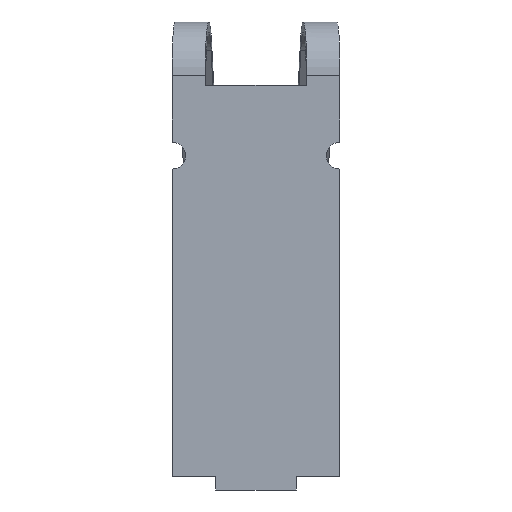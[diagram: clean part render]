
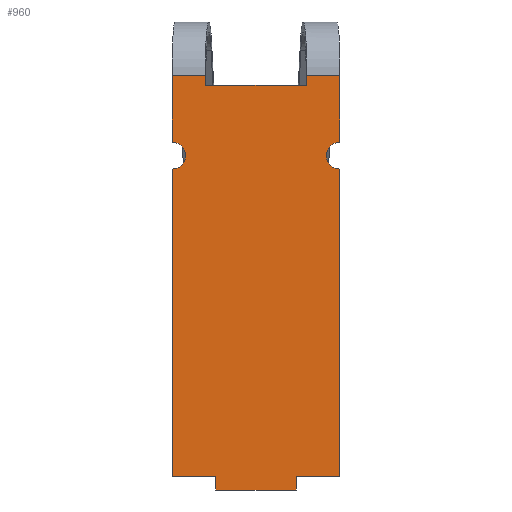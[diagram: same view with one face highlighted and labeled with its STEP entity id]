
A CAD part, front view. The second image highlights one B-rep face of the part: STEP entity #960.
In plain terms, the highlighted planar face has unit normal (0, -1, 0).
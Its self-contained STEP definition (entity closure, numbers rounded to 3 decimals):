
#2=DIRECTION('',(0.,0.,1.));
#3=VECTOR('',#2,4.6);
#4=CARTESIAN_POINT('',(1.25,0.,-6.8));
#5=LINE('',#4,#3);
#18=DIRECTION('',(0.,0.,1.));
#19=VECTOR('',#18,1.);
#20=CARTESIAN_POINT('',(1.25,0.,-1.8));
#21=LINE('',#20,#19);
#39=DIRECTION('',(0.,0.,-1.));
#40=VECTOR('',#39,0.15);
#41=CARTESIAN_POINT('',(0.75,0.,-0.8));
#42=LINE('',#41,#40);
#43=CARTESIAN_POINT('',(1.25,0.,-2.));
#44=DIRECTION('',(0.,-1.,0.));
#45=DIRECTION('',(0.,0.,1.));
#46=AXIS2_PLACEMENT_3D('',#43,#44,#45);
#48=DIRECTION('',(-1.,0.,0.));
#49=VECTOR('',#48,0.65);
#50=CARTESIAN_POINT('',(1.25,0.,-6.8));
#51=LINE('',#50,#49);
#52=DIRECTION('',(0.,0.,1.));
#53=VECTOR('',#52,0.2);
#54=CARTESIAN_POINT('',(0.6,0.,-7.));
#55=LINE('',#54,#53);
#56=DIRECTION('',(-1.,0.,0.));
#57=VECTOR('',#56,1.2);
#58=CARTESIAN_POINT('',(0.6,0.,-7.));
#59=LINE('',#58,#57);
#60=DIRECTION('',(0.,0.,1.));
#61=VECTOR('',#60,0.2);
#62=CARTESIAN_POINT('',(-0.6,0.,-7.));
#63=LINE('',#62,#61);
#64=DIRECTION('',(1.,0.,0.));
#65=VECTOR('',#64,0.65);
#66=CARTESIAN_POINT('',(-1.25,0.,-6.8));
#67=LINE('',#66,#65);
#68=CARTESIAN_POINT('',(-1.25,0.,-2.));
#69=DIRECTION('',(0.,-1.,0.));
#70=DIRECTION('',(0.,0.,-1.));
#71=AXIS2_PLACEMENT_3D('',#68,#69,#70);
#73=DIRECTION('',(0.,0.,-1.));
#74=VECTOR('',#73,0.15);
#75=CARTESIAN_POINT('',(-0.75,0.,-0.8));
#76=LINE('',#75,#74);
#85=DIRECTION('',(-1.,0.,0.));
#86=VECTOR('',#85,1.501);
#87=CARTESIAN_POINT('',(0.75,0.,-0.95));
#88=LINE('',#87,#86);
#162=DIRECTION('',(-1.,0.,0.));
#163=VECTOR('',#162,0.5);
#164=CARTESIAN_POINT('',(-0.75,0.,-0.8));
#165=LINE('',#164,#163);
#225=DIRECTION('',(-1.,0.,0.));
#226=VECTOR('',#225,0.5);
#227=CARTESIAN_POINT('',(1.25,0.,-0.8));
#228=LINE('',#227,#226);
#689=DIRECTION('',(0.,0.,1.));
#690=VECTOR('',#689,4.6);
#691=CARTESIAN_POINT('',(-1.25,0.,-6.8));
#692=LINE('',#691,#690);
#705=DIRECTION('',(0.,0.,1.));
#706=VECTOR('',#705,1.);
#707=CARTESIAN_POINT('',(-1.25,0.,-1.8));
#708=LINE('',#707,#706);
#762=CARTESIAN_POINT('',(1.25,0.,-1.8));
#763=CARTESIAN_POINT('',(1.25,0.,-2.2));
#764=VERTEX_POINT('',#762);
#765=VERTEX_POINT('',#763);
#766=CARTESIAN_POINT('',(-1.25,0.,-2.2));
#767=CARTESIAN_POINT('',(-1.25,0.,-1.8));
#768=VERTEX_POINT('',#766);
#769=VERTEX_POINT('',#767);
#770=CARTESIAN_POINT('',(1.25,0.,-6.8));
#771=VERTEX_POINT('',#770);
#772=CARTESIAN_POINT('',(1.25,0.,-0.8));
#773=VERTEX_POINT('',#772);
#774=CARTESIAN_POINT('',(-1.25,0.,-6.8));
#775=VERTEX_POINT('',#774);
#776=CARTESIAN_POINT('',(-1.25,0.,-0.8));
#777=VERTEX_POINT('',#776);
#798=CARTESIAN_POINT('',(0.6,0.,-7.));
#799=VERTEX_POINT('',#798);
#800=CARTESIAN_POINT('',(-0.6,0.,-7.));
#801=VERTEX_POINT('',#800);
#802=CARTESIAN_POINT('',(0.6,0.,-6.8));
#803=VERTEX_POINT('',#802);
#804=CARTESIAN_POINT('',(-0.6,0.,-6.8));
#805=VERTEX_POINT('',#804);
#868=CARTESIAN_POINT('',(-0.75,0.,-0.8));
#869=CARTESIAN_POINT('',(-0.75,0.,-0.95));
#870=VERTEX_POINT('',#868);
#871=VERTEX_POINT('',#869);
#872=CARTESIAN_POINT('',(0.75,0.,-0.8));
#873=CARTESIAN_POINT('',(0.75,0.,-0.95));
#874=VERTEX_POINT('',#872);
#875=VERTEX_POINT('',#873);
#923=CARTESIAN_POINT('',(1.25,0.,-7.));
#924=DIRECTION('',(0.,-1.,0.));
#925=DIRECTION('',(0.,0.,1.));
#926=AXIS2_PLACEMENT_3D('',#923,#924,#925);
#927=PLANE('',#926);
#929=ORIENTED_EDGE('',*,*,#928,.F.);
#931=ORIENTED_EDGE('',*,*,#930,.F.);
#933=ORIENTED_EDGE('',*,*,#932,.F.);
#934=ORIENTED_EDGE('',*,*,#910,.F.);
#936=ORIENTED_EDGE('',*,*,#935,.T.);
#937=ORIENTED_EDGE('',*,*,#894,.F.);
#939=ORIENTED_EDGE('',*,*,#938,.T.);
#941=ORIENTED_EDGE('',*,*,#940,.F.);
#943=ORIENTED_EDGE('',*,*,#942,.T.);
#945=ORIENTED_EDGE('',*,*,#944,.T.);
#947=ORIENTED_EDGE('',*,*,#946,.F.);
#949=ORIENTED_EDGE('',*,*,#948,.T.);
#951=ORIENTED_EDGE('',*,*,#950,.T.);
#953=ORIENTED_EDGE('',*,*,#952,.T.);
#955=ORIENTED_EDGE('',*,*,#954,.F.);
#957=ORIENTED_EDGE('',*,*,#956,.T.);
#958=EDGE_LOOP('',(#929,#931,#933,#934,#936,#937,#939,#941,#943,#945,#947,#949,
#951,#953,#955,#957));
#959=FACE_OUTER_BOUND('',#958,.F.);
#47=CIRCLE('',#46,0.2);
#72=CIRCLE('',#71,0.2);
#894=EDGE_CURVE('',#771,#765,#5,.T.);
#910=EDGE_CURVE('',#764,#773,#21,.T.);
#928=EDGE_CURVE('',#875,#871,#88,.T.);
#930=EDGE_CURVE('',#874,#875,#42,.T.);
#932=EDGE_CURVE('',#773,#874,#228,.T.);
#935=EDGE_CURVE('',#764,#765,#47,.T.);
#938=EDGE_CURVE('',#771,#803,#51,.T.);
#940=EDGE_CURVE('',#799,#803,#55,.T.);
#942=EDGE_CURVE('',#799,#801,#59,.T.);
#944=EDGE_CURVE('',#801,#805,#63,.T.);
#946=EDGE_CURVE('',#775,#805,#67,.T.);
#948=EDGE_CURVE('',#775,#768,#692,.T.);
#950=EDGE_CURVE('',#768,#769,#72,.T.);
#952=EDGE_CURVE('',#769,#777,#708,.T.);
#954=EDGE_CURVE('',#870,#777,#165,.T.);
#956=EDGE_CURVE('',#870,#871,#76,.T.);
#960=ADVANCED_FACE('',(#959),#927,.T.);
